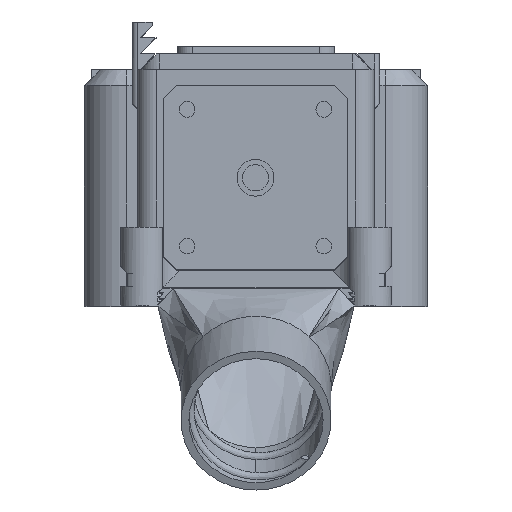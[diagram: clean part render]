
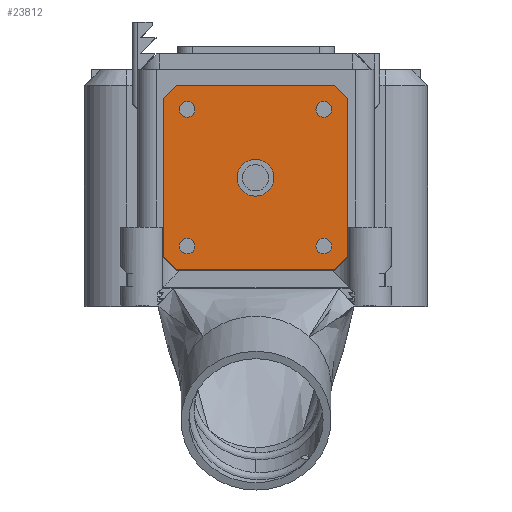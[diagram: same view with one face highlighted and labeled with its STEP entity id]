
A CAD part, top view. The second image highlights one B-rep face of the part: STEP entity #23812.
In plain terms, the highlighted face is planar.
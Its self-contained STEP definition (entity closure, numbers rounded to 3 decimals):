
#698=FACE_BOUND('',#4664,.T.);
#699=FACE_BOUND('',#4665,.T.);
#700=FACE_BOUND('',#4666,.T.);
#701=FACE_BOUND('',#4667,.T.);
#702=FACE_BOUND('',#4668,.T.);
#2071=CIRCLE('',#25414,3.5);
#2073=CIRCLE('',#25417,1.5);
#2075=CIRCLE('',#25420,1.5);
#2077=CIRCLE('',#25423,1.5);
#2079=CIRCLE('',#25426,1.5);
#3321=FACE_OUTER_BOUND('',#4663,.T.);
#4663=EDGE_LOOP('',(#19628,#19629,#19630,#19631,#19632,#19633,#19634,#19635));
#4664=EDGE_LOOP('',(#19636));
#4665=EDGE_LOOP('',(#19637));
#4666=EDGE_LOOP('',(#19638));
#4667=EDGE_LOOP('',(#19639));
#4668=EDGE_LOOP('',(#19640));
#6535=LINE('',#39714,#8643);
#6538=LINE('',#39720,#8646);
#6541=LINE('',#39726,#8649);
#6544=LINE('',#39732,#8652);
#6547=LINE('',#39738,#8655);
#6550=LINE('',#39744,#8658);
#6553=LINE('',#39750,#8661);
#6556=LINE('',#39755,#8664);
#8643=VECTOR('',#29588,30.054);
#8646=VECTOR('',#29593,3.497);
#8649=VECTOR('',#29598,30.054);
#8652=VECTOR('',#29603,3.497);
#8655=VECTOR('',#29608,30.054);
#8658=VECTOR('',#29613,3.497);
#8661=VECTOR('',#29618,30.054);
#8664=VECTOR('',#29623,3.497);
#10845=VERTEX_POINT('',#39680);
#10847=VERTEX_POINT('',#39686);
#10849=VERTEX_POINT('',#39692);
#10851=VERTEX_POINT('',#39698);
#10853=VERTEX_POINT('',#39704);
#10855=VERTEX_POINT('',#39710);
#10857=VERTEX_POINT('',#39713);
#10859=VERTEX_POINT('',#39719);
#10861=VERTEX_POINT('',#39725);
#10863=VERTEX_POINT('',#39731);
#10865=VERTEX_POINT('',#39737);
#10867=VERTEX_POINT('',#39743);
#10869=VERTEX_POINT('',#39749);
#13903=EDGE_CURVE('',#10845,#10845,#2071,.T.);
#13906=EDGE_CURVE('',#10847,#10847,#2073,.T.);
#13909=EDGE_CURVE('',#10849,#10849,#2075,.T.);
#13912=EDGE_CURVE('',#10851,#10851,#2077,.T.);
#13915=EDGE_CURVE('',#10853,#10853,#2079,.T.);
#13919=EDGE_CURVE('',#10857,#10855,#6535,.T.);
#13922=EDGE_CURVE('',#10859,#10857,#6538,.T.);
#13925=EDGE_CURVE('',#10861,#10859,#6541,.T.);
#13928=EDGE_CURVE('',#10863,#10861,#6544,.T.);
#13931=EDGE_CURVE('',#10865,#10863,#6547,.T.);
#13934=EDGE_CURVE('',#10867,#10865,#6550,.T.);
#13937=EDGE_CURVE('',#10869,#10867,#6553,.T.);
#13940=EDGE_CURVE('',#10855,#10869,#6556,.T.);
#19628=ORIENTED_EDGE('',*,*,#13919,.T.);
#19629=ORIENTED_EDGE('',*,*,#13940,.T.);
#19630=ORIENTED_EDGE('',*,*,#13937,.T.);
#19631=ORIENTED_EDGE('',*,*,#13934,.T.);
#19632=ORIENTED_EDGE('',*,*,#13931,.T.);
#19633=ORIENTED_EDGE('',*,*,#13928,.T.);
#19634=ORIENTED_EDGE('',*,*,#13925,.T.);
#19635=ORIENTED_EDGE('',*,*,#13922,.T.);
#19636=ORIENTED_EDGE('',*,*,#13915,.T.);
#19637=ORIENTED_EDGE('',*,*,#13912,.T.);
#19638=ORIENTED_EDGE('',*,*,#13909,.T.);
#19639=ORIENTED_EDGE('',*,*,#13906,.T.);
#19640=ORIENTED_EDGE('',*,*,#13903,.T.);
#22792=PLANE('',#25436);
#23812=ADVANCED_FACE('',(#3321,#698,#699,#700,#701,#702),#22792,.T.);
#25414=AXIS2_PLACEMENT_3D('',#39681,#29552,#29553);
#25417=AXIS2_PLACEMENT_3D('',#39687,#29559,#29560);
#25420=AXIS2_PLACEMENT_3D('',#39693,#29566,#29567);
#25423=AXIS2_PLACEMENT_3D('',#39699,#29573,#29574);
#25426=AXIS2_PLACEMENT_3D('',#39705,#29580,#29581);
#25436=AXIS2_PLACEMENT_3D('',#39757,#29625,#29626);
#29552=DIRECTION('center_axis',(0.,0.,1.));
#29553=DIRECTION('ref_axis',(1.,0.,0.));
#29559=DIRECTION('center_axis',(0.,0.,1.));
#29560=DIRECTION('ref_axis',(1.,0.,0.));
#29566=DIRECTION('center_axis',(0.,0.,1.));
#29567=DIRECTION('ref_axis',(1.,0.,0.));
#29573=DIRECTION('center_axis',(0.,0.,1.));
#29574=DIRECTION('ref_axis',(1.,0.,0.));
#29580=DIRECTION('center_axis',(0.,0.,1.));
#29581=DIRECTION('ref_axis',(1.,0.,0.));
#29588=DIRECTION('',(0.,-1.,0.));
#29593=DIRECTION('',(0.707,-0.707,0.));
#29598=DIRECTION('',(1.,0.,0.));
#29603=DIRECTION('',(0.707,0.707,0.));
#29608=DIRECTION('',(0.,1.,0.));
#29613=DIRECTION('',(-0.707,0.707,0.));
#29618=DIRECTION('',(-1.,0.,0.));
#29623=DIRECTION('',(-0.707,-0.707,0.));
#29625=DIRECTION('center_axis',(0.,0.,-1.));
#29626=DIRECTION('ref_axis',(-1.,0.,0.));
#39680=CARTESIAN_POINT('',(-69.697,77.621,21.21));
#39681=CARTESIAN_POINT('Origin',(-69.697,81.121,21.21));
#39686=CARTESIAN_POINT('',(-82.697,92.621,21.21));
#39687=CARTESIAN_POINT('Origin',(-82.697,94.121,21.21));
#39692=CARTESIAN_POINT('',(-56.697,92.621,21.21));
#39693=CARTESIAN_POINT('Origin',(-56.697,94.121,21.21));
#39698=CARTESIAN_POINT('',(-56.697,66.621,21.21));
#39699=CARTESIAN_POINT('Origin',(-56.697,68.121,21.21));
#39704=CARTESIAN_POINT('',(-82.697,66.621,21.21));
#39705=CARTESIAN_POINT('Origin',(-82.697,68.121,21.21));
#39710=CARTESIAN_POINT('',(-52.197,66.094,21.21));
#39713=CARTESIAN_POINT('',(-52.197,96.148,21.21));
#39714=CARTESIAN_POINT('',(-52.197,96.148,21.21));
#39719=CARTESIAN_POINT('',(-54.67,98.621,21.21));
#39720=CARTESIAN_POINT('',(-54.67,98.621,21.21));
#39725=CARTESIAN_POINT('',(-84.723,98.621,21.21));
#39726=CARTESIAN_POINT('',(-84.723,98.621,21.21));
#39731=CARTESIAN_POINT('',(-87.197,96.148,21.21));
#39732=CARTESIAN_POINT('',(-87.197,96.148,21.21));
#39737=CARTESIAN_POINT('',(-87.197,66.094,21.21));
#39738=CARTESIAN_POINT('',(-87.197,66.094,21.21));
#39743=CARTESIAN_POINT('',(-84.723,63.621,21.21));
#39744=CARTESIAN_POINT('',(-84.723,63.621,21.21));
#39749=CARTESIAN_POINT('',(-54.67,63.621,21.21));
#39750=CARTESIAN_POINT('',(-54.67,63.621,21.21));
#39755=CARTESIAN_POINT('',(-52.197,66.094,21.21));
#39757=CARTESIAN_POINT('Origin',(-52.197,63.621,21.21));
